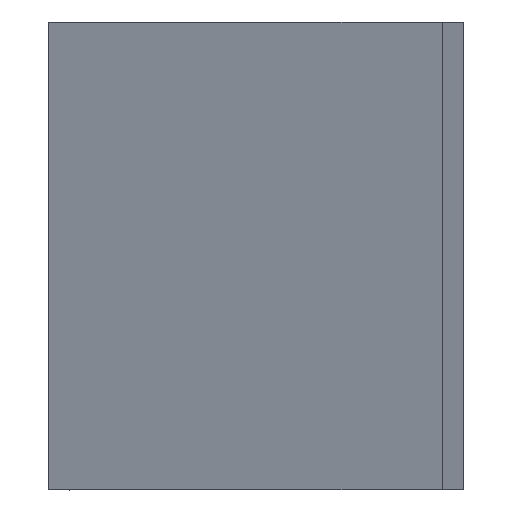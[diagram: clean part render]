
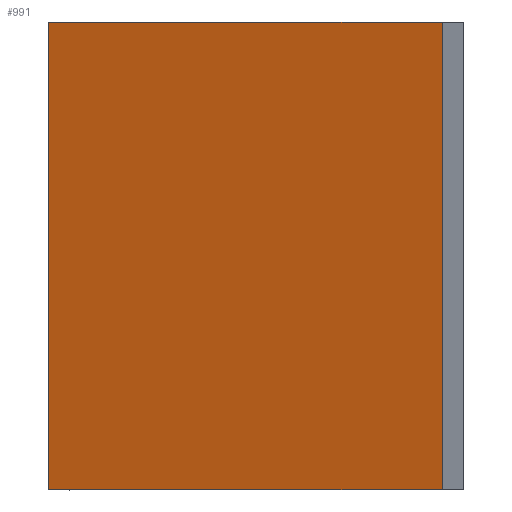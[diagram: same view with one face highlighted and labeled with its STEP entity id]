
A CAD part, top view. The second image highlights one B-rep face of the part: STEP entity #991.
In plain terms, the highlighted planar face has unit normal (-0.342, 0, 0.94).
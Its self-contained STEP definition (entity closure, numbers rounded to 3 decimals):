
#3 = CARTESIAN_POINT ( 'NONE',  ( 39.278, -12., 29.633 ) ) ;
#11 = DIRECTION ( 'NONE',  ( 0., 1., 0. ) ) ;
#110 = FACE_OUTER_BOUND ( 'NONE', #1073, .T. ) ;
#315 = CARTESIAN_POINT ( 'NONE',  ( 58.729, 21., 36.713 ) ) ;
#408 = VECTOR ( 'NONE', #1092, 1000. ) ;
#534 = LINE ( 'NONE', #1654, #408 ) ;
#580 = PLANE ( 'NONE',  #612 ) ;
#612 = AXIS2_PLACEMENT_3D ( 'NONE', #315, #1115, #723 ) ;
#630 = VECTOR ( 'NONE', #11, 1000. ) ;
#723 = DIRECTION ( 'NONE',  ( 0.94, 0., 0.342 ) ) ;
#772 = VERTEX_POINT ( 'NONE', #896 ) ;
#862 = CARTESIAN_POINT ( 'NONE',  ( 59.481, -12., 36.987 ) ) ;
#896 = CARTESIAN_POINT ( 'NONE',  ( 59.481, 12., 36.987 ) ) ;
#931 = ORIENTED_EDGE ( 'NONE', *, *, #1204, .T. ) ;
#958 = EDGE_CURVE ( 'NONE', #772, #1289, #1324, .T. ) ;
#964 = CARTESIAN_POINT ( 'NONE',  ( 39.278, 12., 29.633 ) ) ;
#991 = ADVANCED_FACE ( 'NONE', ( #110 ), #580, .T. ) ;
#1073 = EDGE_LOOP ( 'NONE', ( #1572, #1244, #1223, #931 ) ) ;
#1087 = VECTOR ( 'NONE', #1373, 1000. ) ;
#1092 = DIRECTION ( 'NONE',  ( 0.94, 0., 0.342 ) ) ;
#1099 = CARTESIAN_POINT ( 'NONE',  ( 58.729, 12., 36.713 ) ) ;
#1115 = DIRECTION ( 'NONE',  ( -0.342, 0., 0.94 ) ) ;
#1121 = VERTEX_POINT ( 'NONE', #3 ) ;
#1149 = LINE ( 'NONE', #862, #630 ) ;
#1204 = EDGE_CURVE ( 'NONE', #1768, #772, #1149, .T. ) ;
#1223 = ORIENTED_EDGE ( 'NONE', *, *, #1762, .T. ) ;
#1244 = ORIENTED_EDGE ( 'NONE', *, *, #1620, .F. ) ;
#1270 = VECTOR ( 'NONE', #1432, 1000. ) ;
#1289 = VERTEX_POINT ( 'NONE', #964 ) ;
#1324 = LINE ( 'NONE', #1099, #1270 ) ;
#1373 = DIRECTION ( 'NONE',  ( 0., 1., 0. ) ) ;
#1390 = CARTESIAN_POINT ( 'NONE',  ( 59.481, -12., 36.987 ) ) ;
#1432 = DIRECTION ( 'NONE',  ( -0.94, 0., -0.342 ) ) ;
#1572 = ORIENTED_EDGE ( 'NONE', *, *, #958, .T. ) ;
#1620 = EDGE_CURVE ( 'NONE', #1121, #1289, #1675, .T. ) ;
#1636 = CARTESIAN_POINT ( 'NONE',  ( 39.278, -12., 29.633 ) ) ;
#1654 = CARTESIAN_POINT ( 'NONE',  ( 58.729, -12., 36.713 ) ) ;
#1675 = LINE ( 'NONE', #1636, #1087 ) ;
#1762 = EDGE_CURVE ( 'NONE', #1121, #1768, #534, .T. ) ;
#1768 = VERTEX_POINT ( 'NONE', #1390 ) ;
